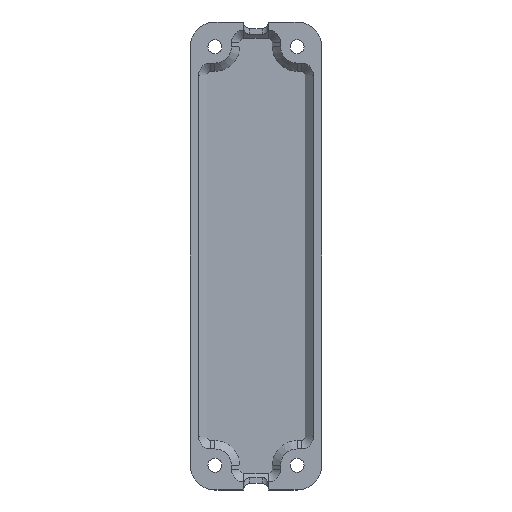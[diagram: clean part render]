
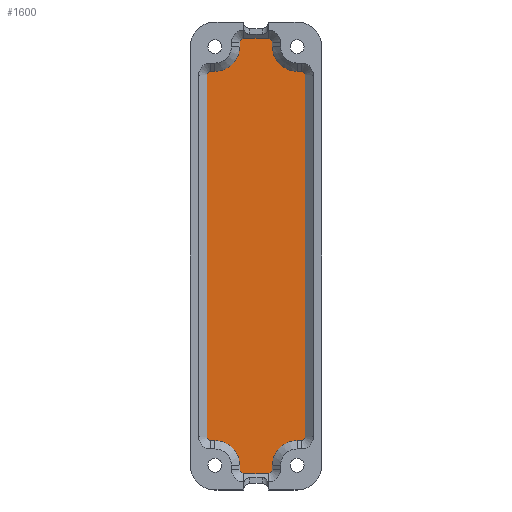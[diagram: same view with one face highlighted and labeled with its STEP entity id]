
A CAD part, front view. The second image highlights one B-rep face of the part: STEP entity #1600.
In plain terms, the highlighted planar face has unit normal (0, -1, 0).
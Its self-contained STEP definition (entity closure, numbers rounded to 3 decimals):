
#79=CIRCLE('',#1723,1.);
#81=CIRCLE('',#1727,6.);
#83=CIRCLE('',#1731,1.);
#85=CIRCLE('',#1735,1.);
#87=CIRCLE('',#1739,6.);
#89=CIRCLE('',#1743,1.);
#91=CIRCLE('',#1747,1.);
#93=CIRCLE('',#1751,6.);
#95=CIRCLE('',#1755,1.);
#97=CIRCLE('',#1758,1.);
#99=CIRCLE('',#1762,6.);
#101=CIRCLE('',#1766,1.);
#227=FACE_OUTER_BOUND('',#327,.T.);
#327=EDGE_LOOP('',(#1356,#1357,#1358,#1359,#1360,#1361,#1362,#1363,#1364,
#1365,#1366,#1367,#1368,#1369,#1370,#1371,#1372,#1373,#1374,#1375,#1376,
#1377,#1378,#1379));
#401=LINE('',#2462,#547);
#419=LINE('',#2610,#565);
#424=LINE('',#2624,#570);
#428=LINE('',#2636,#574);
#433=LINE('',#2648,#579);
#436=LINE('',#2659,#582);
#440=LINE('',#2671,#586);
#444=LINE('',#2683,#590);
#448=LINE('',#2695,#594);
#452=LINE('',#2707,#598);
#456=LINE('',#2722,#602);
#460=LINE('',#2734,#606);
#547=VECTOR('',#1945,10.);
#565=VECTOR('',#2055,10.);
#570=VECTOR('',#2068,10.);
#574=VECTOR('',#2080,10.);
#579=VECTOR('',#2093,10.);
#582=VECTOR('',#2104,10.);
#586=VECTOR('',#2116,10.);
#590=VECTOR('',#2128,10.);
#594=VECTOR('',#2140,10.);
#598=VECTOR('',#2152,10.);
#602=VECTOR('',#2170,10.);
#606=VECTOR('',#2182,10.);
#701=VERTEX_POINT('',#2459);
#702=VERTEX_POINT('',#2461);
#726=VERTEX_POINT('',#2607);
#727=VERTEX_POINT('',#2609);
#730=VERTEX_POINT('',#2616);
#732=VERTEX_POINT('',#2622);
#734=VERTEX_POINT('',#2628);
#736=VERTEX_POINT('',#2634);
#737=VERTEX_POINT('',#2639);
#739=VERTEX_POINT('',#2646);
#741=VERTEX_POINT('',#2651);
#743=VERTEX_POINT('',#2657);
#745=VERTEX_POINT('',#2663);
#747=VERTEX_POINT('',#2669);
#749=VERTEX_POINT('',#2675);
#751=VERTEX_POINT('',#2681);
#753=VERTEX_POINT('',#2687);
#755=VERTEX_POINT('',#2693);
#757=VERTEX_POINT('',#2699);
#759=VERTEX_POINT('',#2705);
#761=VERTEX_POINT('',#2714);
#763=VERTEX_POINT('',#2720);
#765=VERTEX_POINT('',#2726);
#767=VERTEX_POINT('',#2732);
#857=EDGE_CURVE('',#701,#702,#401,.T.);
#904=EDGE_CURVE('',#726,#727,#419,.T.);
#908=EDGE_CURVE('',#730,#726,#79,.T.);
#911=EDGE_CURVE('',#732,#730,#424,.T.);
#914=EDGE_CURVE('',#734,#732,#81,.T.);
#917=EDGE_CURVE('',#736,#734,#428,.T.);
#920=EDGE_CURVE('',#737,#736,#83,.T.);
#924=EDGE_CURVE('',#739,#737,#433,.T.);
#926=EDGE_CURVE('',#741,#739,#85,.T.);
#929=EDGE_CURVE('',#743,#741,#436,.T.);
#932=EDGE_CURVE('',#745,#743,#87,.T.);
#935=EDGE_CURVE('',#747,#745,#440,.T.);
#938=EDGE_CURVE('',#749,#747,#89,.T.);
#941=EDGE_CURVE('',#751,#749,#444,.T.);
#944=EDGE_CURVE('',#753,#751,#91,.T.);
#947=EDGE_CURVE('',#755,#753,#448,.T.);
#950=EDGE_CURVE('',#757,#755,#93,.T.);
#953=EDGE_CURVE('',#759,#757,#452,.T.);
#955=EDGE_CURVE('',#702,#759,#95,.T.);
#958=EDGE_CURVE('',#761,#701,#97,.T.);
#961=EDGE_CURVE('',#763,#761,#456,.T.);
#964=EDGE_CURVE('',#765,#763,#99,.T.);
#967=EDGE_CURVE('',#767,#765,#460,.T.);
#969=EDGE_CURVE('',#727,#767,#101,.T.);
#1356=ORIENTED_EDGE('',*,*,#904,.F.);
#1357=ORIENTED_EDGE('',*,*,#908,.F.);
#1358=ORIENTED_EDGE('',*,*,#911,.F.);
#1359=ORIENTED_EDGE('',*,*,#914,.F.);
#1360=ORIENTED_EDGE('',*,*,#917,.F.);
#1361=ORIENTED_EDGE('',*,*,#920,.F.);
#1362=ORIENTED_EDGE('',*,*,#924,.F.);
#1363=ORIENTED_EDGE('',*,*,#926,.F.);
#1364=ORIENTED_EDGE('',*,*,#929,.F.);
#1365=ORIENTED_EDGE('',*,*,#932,.F.);
#1366=ORIENTED_EDGE('',*,*,#935,.F.);
#1367=ORIENTED_EDGE('',*,*,#938,.F.);
#1368=ORIENTED_EDGE('',*,*,#941,.F.);
#1369=ORIENTED_EDGE('',*,*,#944,.F.);
#1370=ORIENTED_EDGE('',*,*,#947,.F.);
#1371=ORIENTED_EDGE('',*,*,#950,.F.);
#1372=ORIENTED_EDGE('',*,*,#953,.F.);
#1373=ORIENTED_EDGE('',*,*,#955,.F.);
#1374=ORIENTED_EDGE('',*,*,#857,.F.);
#1375=ORIENTED_EDGE('',*,*,#958,.F.);
#1376=ORIENTED_EDGE('',*,*,#961,.F.);
#1377=ORIENTED_EDGE('',*,*,#964,.F.);
#1378=ORIENTED_EDGE('',*,*,#967,.F.);
#1379=ORIENTED_EDGE('',*,*,#969,.F.);
#1518=PLANE('',#1783);
#1600=ADVANCED_FACE('',(#227),#1518,.F.);
#1723=AXIS2_PLACEMENT_3D('',#2618,#2061,#2062);
#1727=AXIS2_PLACEMENT_3D('',#2630,#2073,#2074);
#1731=AXIS2_PLACEMENT_3D('',#2641,#2085,#2086);
#1735=AXIS2_PLACEMENT_3D('',#2653,#2097,#2098);
#1739=AXIS2_PLACEMENT_3D('',#2665,#2109,#2110);
#1743=AXIS2_PLACEMENT_3D('',#2677,#2121,#2122);
#1747=AXIS2_PLACEMENT_3D('',#2689,#2133,#2134);
#1751=AXIS2_PLACEMENT_3D('',#2701,#2145,#2146);
#1755=AXIS2_PLACEMENT_3D('',#2710,#2156,#2157);
#1758=AXIS2_PLACEMENT_3D('',#2716,#2163,#2164);
#1762=AXIS2_PLACEMENT_3D('',#2728,#2175,#2176);
#1766=AXIS2_PLACEMENT_3D('',#2737,#2186,#2187);
#1783=AXIS2_PLACEMENT_3D('',#2773,#2234,#2235);
#1945=DIRECTION('',(-1.,0.,0.));
#2055=DIRECTION('',(0.,0.,-1.));
#2061=DIRECTION('center_axis',(0.,1.,0.));
#2062=DIRECTION('ref_axis',(0.707,0.,0.707));
#2068=DIRECTION('',(1.,0.,0.));
#2073=DIRECTION('center_axis',(0.,-1.,0.));
#2074=DIRECTION('ref_axis',(-1.,0.,0.));
#2080=DIRECTION('',(0.,0.,-1.));
#2085=DIRECTION('center_axis',(0.,1.,0.));
#2086=DIRECTION('ref_axis',(0.707,0.,0.707));
#2093=DIRECTION('',(1.,0.,0.));
#2097=DIRECTION('center_axis',(0.,1.,0.));
#2098=DIRECTION('ref_axis',(-0.707,0.,0.707));
#2104=DIRECTION('',(0.,0.,1.));
#2109=DIRECTION('center_axis',(0.,-1.,0.));
#2110=DIRECTION('ref_axis',(1.,0.,0.));
#2116=DIRECTION('',(1.,0.,0.));
#2121=DIRECTION('center_axis',(0.,1.,0.));
#2122=DIRECTION('ref_axis',(-0.707,0.,0.707));
#2128=DIRECTION('',(0.,0.,1.));
#2133=DIRECTION('center_axis',(0.,1.,0.));
#2134=DIRECTION('ref_axis',(-0.707,0.,-0.707));
#2140=DIRECTION('',(-1.,0.,0.));
#2145=DIRECTION('center_axis',(0.,-1.,0.));
#2146=DIRECTION('ref_axis',(1.,0.,0.));
#2152=DIRECTION('',(0.,0.,1.));
#2156=DIRECTION('center_axis',(0.,1.,0.));
#2157=DIRECTION('ref_axis',(-0.707,0.,-0.707));
#2163=DIRECTION('center_axis',(0.,1.,0.));
#2164=DIRECTION('ref_axis',(0.707,0.,-0.707));
#2170=DIRECTION('',(0.,0.,-1.));
#2175=DIRECTION('center_axis',(0.,-1.,0.));
#2176=DIRECTION('ref_axis',(-1.,0.,0.));
#2182=DIRECTION('',(-1.,0.,0.));
#2186=DIRECTION('center_axis',(0.,1.,0.));
#2187=DIRECTION('ref_axis',(0.707,0.,-0.707));
#2234=DIRECTION('center_axis',(0.,1.,0.));
#2235=DIRECTION('ref_axis',(1.,0.,0.));
#2459=CARTESIAN_POINT('',(3.,0.,-53.));
#2461=CARTESIAN_POINT('',(-3.,0.,-53.));
#2462=CARTESIAN_POINT('',(3.,0.,-53.));
#2607=CARTESIAN_POINT('',(12.,0.,44.));
#2609=CARTESIAN_POINT('',(12.,0.,-44.));
#2610=CARTESIAN_POINT('',(12.,0.,23.5));
#2616=CARTESIAN_POINT('',(11.,0.,45.));
#2618=CARTESIAN_POINT('Origin',(11.,0.,44.));
#2622=CARTESIAN_POINT('',(10.,0.,45.));
#2624=CARTESIAN_POINT('',(5.,0.,45.));
#2628=CARTESIAN_POINT('',(4.,0.,51.));
#2630=CARTESIAN_POINT('Origin',(10.,0.,51.));
#2634=CARTESIAN_POINT('',(4.,0.,52.));
#2636=CARTESIAN_POINT('',(4.,0.,27.5));
#2639=CARTESIAN_POINT('',(3.,0.,53.));
#2641=CARTESIAN_POINT('Origin',(3.,0.,52.));
#2646=CARTESIAN_POINT('',(-3.,0.,53.));
#2648=CARTESIAN_POINT('',(-3.,0.,53.));
#2651=CARTESIAN_POINT('',(-4.,0.,52.));
#2653=CARTESIAN_POINT('Origin',(-3.,0.,52.));
#2657=CARTESIAN_POINT('',(-4.,0.,51.));
#2659=CARTESIAN_POINT('',(-4.,0.,25.5));
#2663=CARTESIAN_POINT('',(-10.002,0.,45.));
#2665=CARTESIAN_POINT('Origin',(-10.,0.,51.));
#2669=CARTESIAN_POINT('',(-11.,0.,45.));
#2671=CARTESIAN_POINT('',(-7.,0.,45.));
#2675=CARTESIAN_POINT('',(-12.,0.,44.));
#2677=CARTESIAN_POINT('Origin',(-11.,0.,44.));
#2681=CARTESIAN_POINT('',(-12.,0.,-44.));
#2683=CARTESIAN_POINT('',(-12.,0.,-23.5));
#2687=CARTESIAN_POINT('',(-11.,0.,-45.));
#2689=CARTESIAN_POINT('Origin',(-11.,0.,-44.));
#2693=CARTESIAN_POINT('',(-10.,0.,-45.));
#2695=CARTESIAN_POINT('',(-5.,0.,-45.));
#2699=CARTESIAN_POINT('',(-4.,0.,-51.001));
#2701=CARTESIAN_POINT('Origin',(-10.,0.,-51.));
#2705=CARTESIAN_POINT('',(-4.,0.,-52.));
#2707=CARTESIAN_POINT('',(-4.,0.,-27.5));
#2710=CARTESIAN_POINT('Origin',(-3.,0.,-52.));
#2714=CARTESIAN_POINT('',(4.,0.,-52.));
#2716=CARTESIAN_POINT('Origin',(3.,0.,-52.));
#2720=CARTESIAN_POINT('',(4.,0.,-51.));
#2722=CARTESIAN_POINT('',(4.,0.,-25.5));
#2726=CARTESIAN_POINT('',(10.002,0.,-45.));
#2728=CARTESIAN_POINT('Origin',(10.,0.,-51.));
#2732=CARTESIAN_POINT('',(11.,0.,-45.));
#2734=CARTESIAN_POINT('',(7.,0.,-45.));
#2737=CARTESIAN_POINT('Origin',(11.,0.,-44.));
#2773=CARTESIAN_POINT('Origin',(0.,0.,0.));
